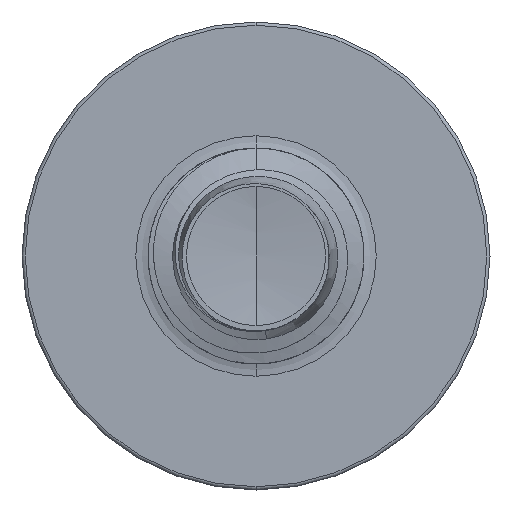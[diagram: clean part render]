
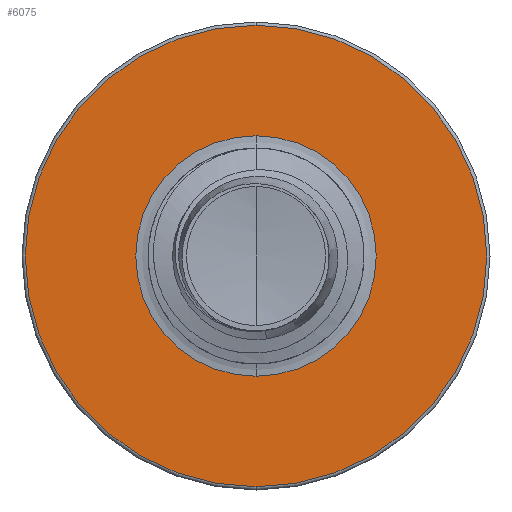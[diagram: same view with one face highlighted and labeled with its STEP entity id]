
A CAD part, front view. The second image highlights one B-rep face of the part: STEP entity #6075.
In plain terms, the highlighted planar face has unit normal (0, -1, 0).
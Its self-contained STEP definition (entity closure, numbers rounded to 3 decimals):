
#1094 = VERTEX_POINT ( 'NONE', #14611 ) ;
#1120 = CIRCLE ( 'NONE', #2632, 3.205 ) ;
#1744 = EDGE_LOOP ( 'NONE', ( #7733, #3291 ) ) ;
#2373 = CIRCLE ( 'NONE', #3813, 1.67 ) ;
#2524 = VERTEX_POINT ( 'NONE', #13700 ) ;
#2632 = AXIS2_PLACEMENT_3D ( 'NONE', #9219, #17990, #10772 ) ;
#3291 = ORIENTED_EDGE ( 'NONE', *, *, #17552, .F. ) ;
#3813 = AXIS2_PLACEMENT_3D ( 'NONE', #14730, #5526, #15917 ) ;
#4192 = AXIS2_PLACEMENT_3D ( 'NONE', #10229, #10213, #10189 ) ;
#4443 = CARTESIAN_POINT ( 'NONE',  ( 0., 6., -1.67 ) ) ;
#5526 = DIRECTION ( 'NONE',  ( 0., 1., 0. ) ) ;
#5847 = AXIS2_PLACEMENT_3D ( 'NONE', #6030, #5998, #5973 ) ;
#5973 = DIRECTION ( 'NONE',  ( 0., 0., 1. ) ) ;
#5998 = DIRECTION ( 'NONE',  ( 0., 1., 0. ) ) ;
#6030 = CARTESIAN_POINT ( 'NONE',  ( 0., 6., 0. ) ) ;
#6075 = ADVANCED_FACE ( 'NONE', ( #16886, #15972 ), #7217, .F. ) ;
#7067 = DIRECTION ( 'NONE',  ( 0., 0., 1. ) ) ;
#7092 = DIRECTION ( 'NONE',  ( 0., 1., 0. ) ) ;
#7162 = CARTESIAN_POINT ( 'NONE',  ( 0., 6., -1.67 ) ) ;
#7217 = PLANE ( 'NONE',  #10538 ) ;
#7733 = ORIENTED_EDGE ( 'NONE', *, *, #14464, .F. ) ;
#9219 = CARTESIAN_POINT ( 'NONE',  ( 0., 6., 0. ) ) ;
#9452 = VERTEX_POINT ( 'NONE', #16782 ) ;
#9930 = ORIENTED_EDGE ( 'NONE', *, *, #16034, .T. ) ;
#10189 = DIRECTION ( 'NONE',  ( 0., 0., 1. ) ) ;
#10213 = DIRECTION ( 'NONE',  ( 0., 1., 0. ) ) ;
#10229 = CARTESIAN_POINT ( 'NONE',  ( 0., 6., 0. ) ) ;
#10538 = AXIS2_PLACEMENT_3D ( 'NONE', #7162, #7092, #7067 ) ;
#10772 = DIRECTION ( 'NONE',  ( 0., 0., 1. ) ) ;
#11206 = CIRCLE ( 'NONE', #4192, 1.67 ) ;
#13700 = CARTESIAN_POINT ( 'NONE',  ( 0., 6., -3.205 ) ) ;
#14464 = EDGE_CURVE ( 'NONE', #1094, #2524, #16405, .T. ) ;
#14611 = CARTESIAN_POINT ( 'NONE',  ( 0., 6., 3.205 ) ) ;
#14730 = CARTESIAN_POINT ( 'NONE',  ( 0., 6., 0. ) ) ;
#15917 = DIRECTION ( 'NONE',  ( 0., 0., 1. ) ) ;
#15972 = FACE_BOUND ( 'NONE', #16498, .T. ) ;
#16034 = EDGE_CURVE ( 'NONE', #16163, #9452, #11206, .T. ) ;
#16062 = ORIENTED_EDGE ( 'NONE', *, *, #17528, .T. ) ;
#16163 = VERTEX_POINT ( 'NONE', #4443 ) ;
#16405 = CIRCLE ( 'NONE', #5847, 3.205 ) ;
#16498 = EDGE_LOOP ( 'NONE', ( #16062, #9930 ) ) ;
#16782 = CARTESIAN_POINT ( 'NONE',  ( 0., 6., 1.67 ) ) ;
#16886 = FACE_OUTER_BOUND ( 'NONE', #1744, .T. ) ;
#17528 = EDGE_CURVE ( 'NONE', #9452, #16163, #2373, .T. ) ;
#17552 = EDGE_CURVE ( 'NONE', #2524, #1094, #1120, .T. ) ;
#17990 = DIRECTION ( 'NONE',  ( 0., 1., 0. ) ) ;
